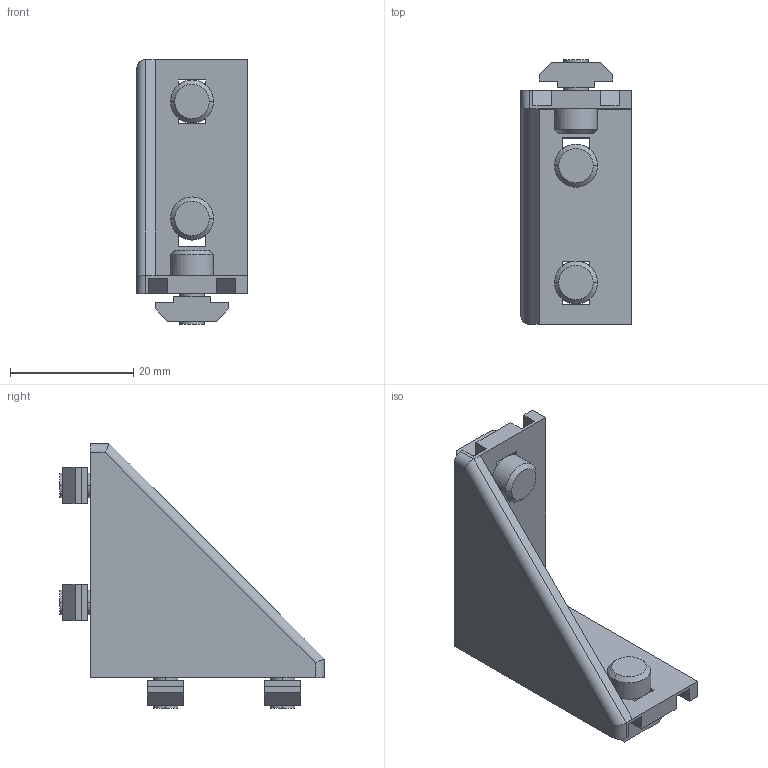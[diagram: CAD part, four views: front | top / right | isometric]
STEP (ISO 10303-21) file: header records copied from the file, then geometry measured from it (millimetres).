
FILE_DESCRIPTION(('STEP AP214'),'1');
FILE_NAME('cctmp_994C4E23-A796-4012-A27C-1F24428586AC_2020_5_29_15_39_36_450..stp','2020-05-29T13:39:36',('Bosch Rexroth AG'),('CADClick - www.CADClick.com'),'Spatial InterOp 3D',' ','unknown authorization - (Healing Option Enabled)');
FILE_SCHEMA(('AUTOMOTIVE_DESIGN'));
Length unit declared in the file: millimetre
Products named in the file (1): 2020_05_29__15-39-36-450
Bounding box: 18 x 43 x 43 mm (x, y, z)
Volume: 6008.4 mm3; surface area: 6651.4 mm2
Topology: 1 solids, 1 shells, 137 faces, 357 edges, 230 vertices
Faces by surface type: plane 102, cylinder 27, cone 8
Entity records: 5307 total; most frequent: CARTESIAN_POINT 743, ORIENTED_EDGE 714, DIRECTION 701, EDGE_CURVE 357, LINE 285, VECTOR 285, VERTEX_POINT 230, AXIS2_PLACEMENT_3D 208
